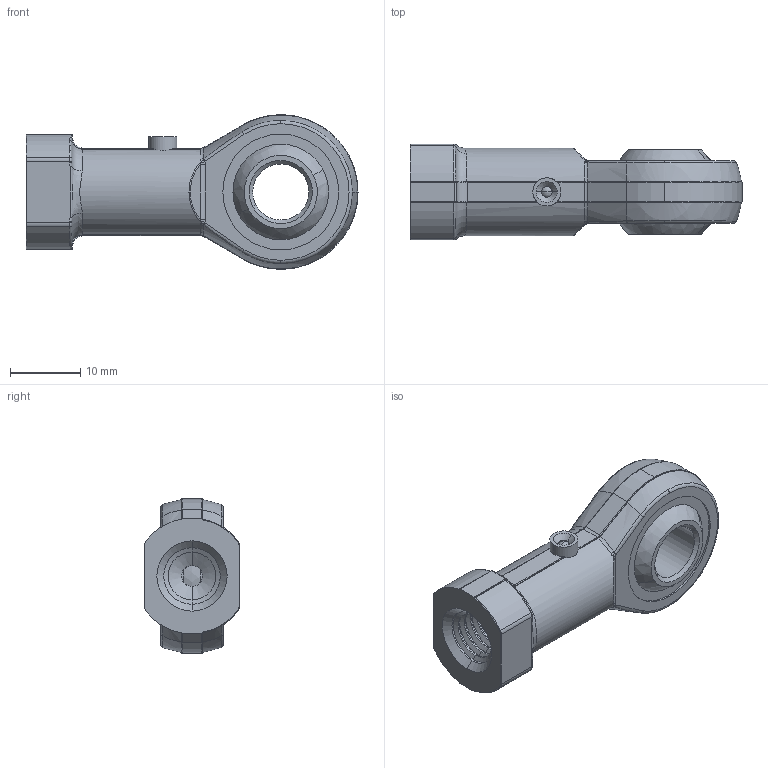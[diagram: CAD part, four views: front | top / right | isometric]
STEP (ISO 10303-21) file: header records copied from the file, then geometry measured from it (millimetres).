
FILE_DESCRIPTION (( 'STEP AP214' ), '1' );
FILE_NAME ('RJ-8-501.STEP', '2022-02-15T01:28:58', ( '' ), ( '' ), 'SwSTEP 2.0', 'SolidWorks 2020', '' );
FILE_SCHEMA (( 'AUTOMOTIVE_DESIGN' ));
Length unit declared in the file: millimetre
Products named in the file (6): RJ-8-103; RJ-8-104; RJ-8-105; RJ-8-101; RJ-8-102; RJ-8-501
Assembly tree (5 placements, depth 2):
  RJ-8-501
    RJ-8-101
    RJ-8-102
    RJ-8-103
    RJ-8-104
    RJ-8-105
Bounding box: 47.3 x 13.6 x 22 mm (x, y, z)
Volume: 5501.1 mm3; surface area: 5191.7 mm2
Topology: 6 solids, 6 shells, 308 faces, 700 edges, 398 vertices
Faces by surface type: cylinder 118, cone 70, torus 44, plane 36, bspline 28, sphere 12
Entity records: 9557 total; most frequent: CARTESIAN_POINT 2498, DIRECTION 1546, ORIENTED_EDGE 1380, EDGE_CURVE 690, AXIS2_PLACEMENT_3D 652, VERTEX_POINT 392, CIRCLE 364, EDGE_LOOP 320
